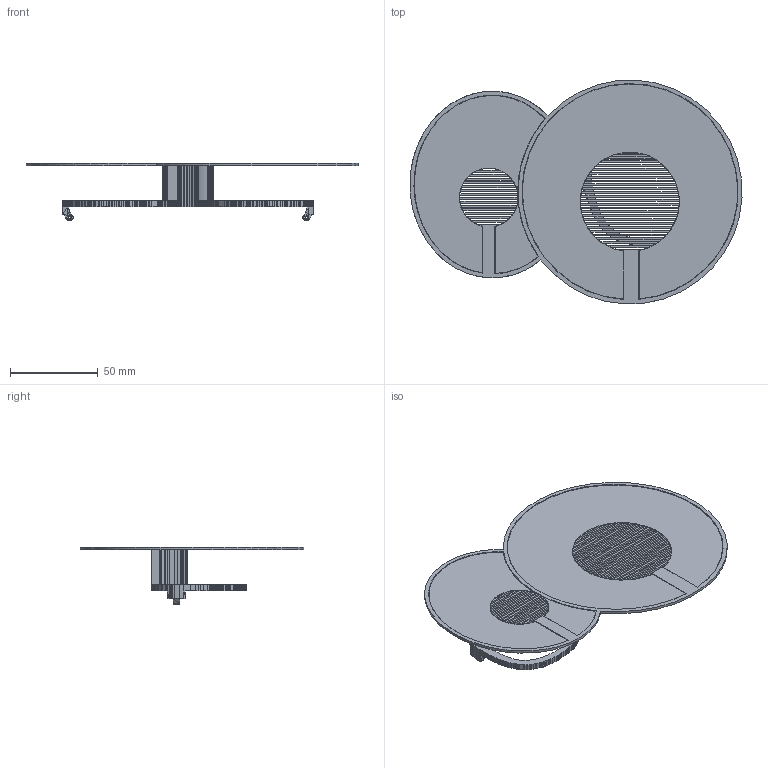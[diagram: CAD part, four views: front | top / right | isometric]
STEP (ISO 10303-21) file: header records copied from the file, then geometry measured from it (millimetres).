
FILE_DESCRIPTION(/* description */ (''),/* implementation_level */ '2;1');
FILE_NAME(/* name */ 'oshwigafas.step',/* time_stamp */ '2018-11-09T12:13:50+01:00',/* author */ ('Milo_1008'),/* organization */ (''),/* preprocessor_version */ 'ST-DEVELOPER v17.2',/* originating_system */ 'Autodesk Translation Framework v7.6.0.251',/* authorisation */ '');
FILE_SCHEMA (('AUTOMOTIVE_DESIGN { 1 0 10303 214 3 1 1 }'));
Length unit declared in the file: millimetre
Products named in the file (2): oshwigafas; blanco
Assembly tree (1 placements, depth 2):
  oshwigafas
    blanco
Bounding box: 189.46 x 127.78 x 33.05 mm (x, y, z)
Volume: 44730.4 mm3; surface area: 105085 mm2
Topology: 9 solids, 9 shells, 1526 faces, 3891 edges, 2344 vertices
Faces by surface type: plane 1332, cylinder 184, bspline 10
Full cylindrical faces by diameter (mm): 3.6 x2, 4 x2
Entity records: 45214 total; most frequent: CARTESIAN_POINT 8232, ORIENTED_EDGE 7812, DIRECTION 7296, EDGE_CURVE 3906, LINE 3518, VECTOR 3518, VERTEX_POINT 2359, AXIS2_PLACEMENT_3D 1889
